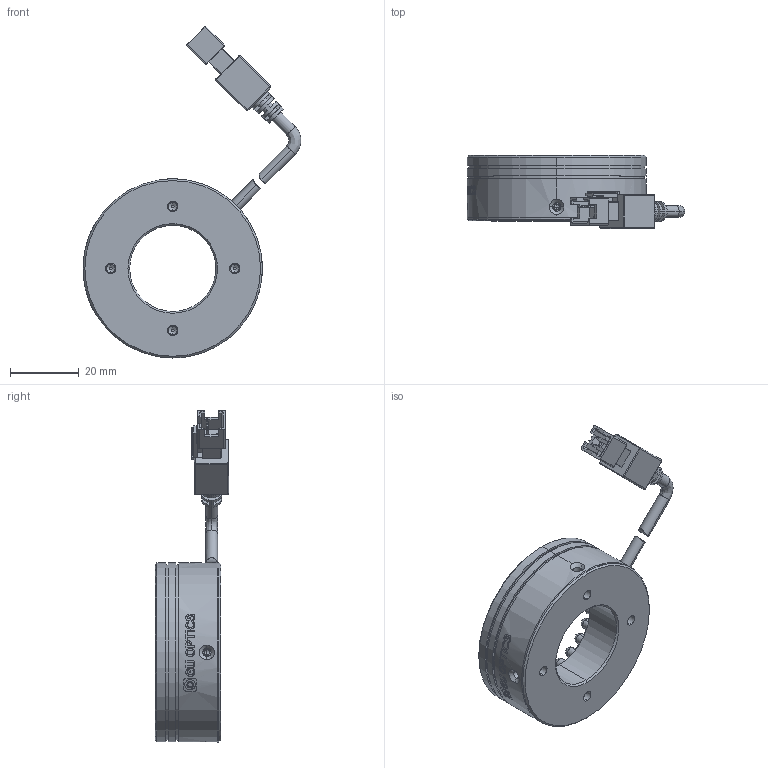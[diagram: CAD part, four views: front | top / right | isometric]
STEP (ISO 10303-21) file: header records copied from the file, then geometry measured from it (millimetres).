
FILE_DESCRIPTION (( 'STEP AP214' ), '1' );
FILE_NAME ('660001-R.STEP', '2019-03-21T06:30:48', ( 'user' ), ( '微软中国' ), 'SwSTEP 2.0', 'SolidWorks 2016', '' );
FILE_SCHEMA (( 'AUTOMOTIVE_DESIGN' ));
Length unit declared in the file: millimetre
Products named in the file (1): 660001-R
Bounding box: 63.19 x 21.35 x 96.36 mm (x, y, z)
Volume: 21232 mm3; surface area: 21562.8 mm2
Topology: 53 solids, 53 shells, 1320 faces, 3212 edges, 2097 vertices
Faces by surface type: plane 770, cylinder 437, bspline 72, cone 41
Entity records: 46612 total; most frequent: CARTESIAN_POINT 9491, DIRECTION 6456, ORIENTED_EDGE 6208, EDGE_CURVE 3104, AXIS2_PLACEMENT_3D 2252, VERTEX_POINT 2097, VECTOR 1952, LINE 1952
